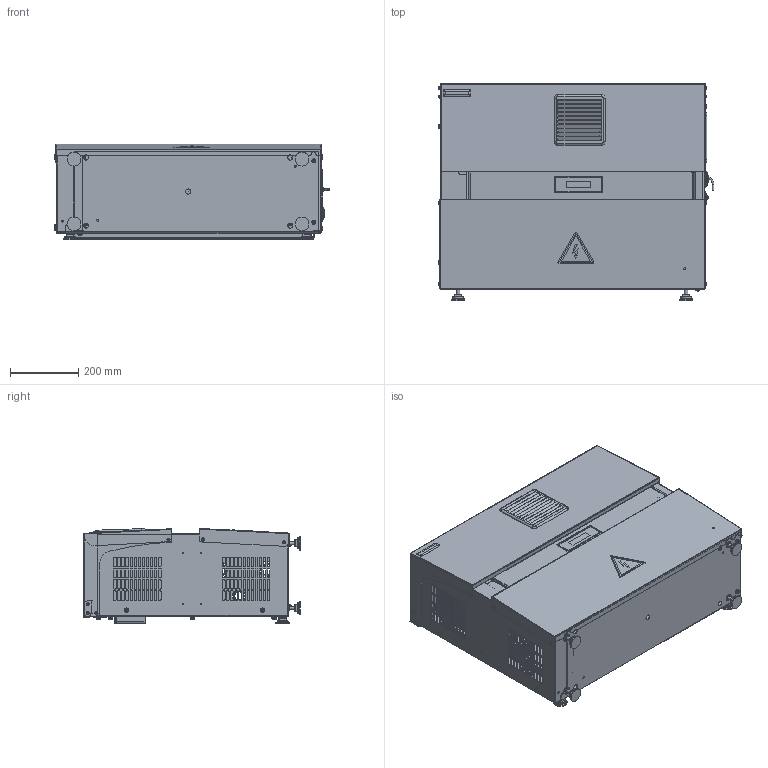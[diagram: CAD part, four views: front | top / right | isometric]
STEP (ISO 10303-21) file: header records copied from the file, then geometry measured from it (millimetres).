
FILE_DESCRIPTION(/* description */ (''),/* implementation_level */ '2;1');
FILE_NAME(/* name */ '621179.025 АВП-НП-0,4-35-80_Shrinkwrap_1.stp',/* time_stamp */ '2023-07-12T13:05:41+03:00',/* author */ ('nvsk-constr2'),/* organization */ (''),/* preprocessor_version */ 'ST-DEVELOPER v18.1',/* originating_system */ 'Autodesk Inventor 2021',/* authorisation */ '');
FILE_SCHEMA (('AUTOMOTIVE_DESIGN { 1 0 10303 214 3 1 1 }'));
Products named in the file (1): 621179.025 АВП-НП-0,4-
35-80_Shrinkwrap_1
Bounding box: 809.71 x 637.09 x 279.44 mm (x, y, z)
Surface area: 4605550.5 mm2 (no closed solid volume)
Topology: 0 solids, 264 shells, 2921 faces, 11600 edges, 8817 vertices
Faces by surface type: plane 1506, cylinder 923, cone 368, torus 72, sphere 34, bspline 18
Full cylindrical faces by diameter (mm): 2.96 x1, 3.242 x8, 3.5 x6, 3.65 x7, 4 x7, 4.5 x4, 4.653 x2, 4.917 x7, 5.5 x6, 6 x26, 6.5 x1, 6.647 x7, 8.8 x2, 8.9 x3, 9 x26, 10 x6, 10.9 x7, 11 x2, 12 x21, 13 x16, 13.616 x1, 15 x5, 15.5 x7, 19.1 x9, 19.2 x2, 21.97 x1, 24.117 x1, 25 x2, 29.618 x3, 30.3 x2
Entity records: 128052 total; most frequent: CARTESIAN_POINT 25638, DIRECTION 20941, ORIENTED_EDGE 18614, EDGE_CURVE 11596, VERTEX_POINT 8817, AXIS2_PLACEMENT_3D 7031, LINE 6879, VECTOR 6879
